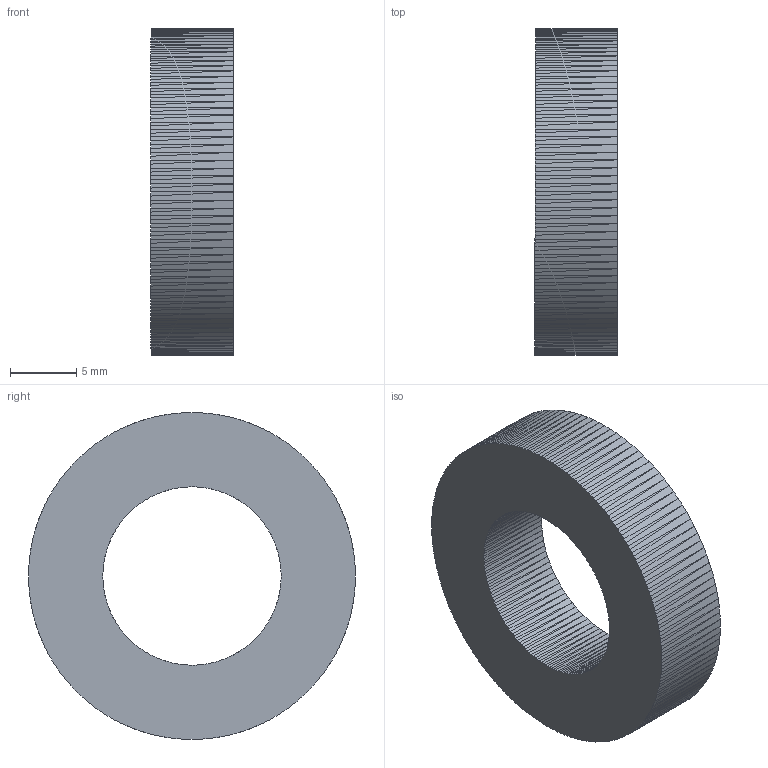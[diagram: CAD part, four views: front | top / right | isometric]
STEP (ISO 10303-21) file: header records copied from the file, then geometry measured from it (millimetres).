
FILE_DESCRIPTION(/* description */ (''),/* implementation_level */ '2;1');
FILE_NAME(/* name */ 'O.step',/* time_stamp */ '2026-02-19T15:34:23+01:00',/* author */ (''),/* organization */ (''),/* preprocessor_version */ 'ST-DEVELOPER v20.1',/* originating_system */ 'Autodesk Translation Framework v14.24.0.0',/* authorisation */ '');
FILE_SCHEMA (('AUTOMOTIVE_DESIGN { 1 0 10303 214 3 1 1 }'));
Length unit declared in the file: millimetre
Products named in the file (1): BMO Assistant
Bounding box: 6.25 x 24.64 x 24.64 mm (x, y, z)
Volume: 2076.2 mm3; surface area: 1411.3 mm2
Topology: 1 solids, 1 shells, 670 faces, 1338 edges, 669 vertices
Faces by surface type: plane 670
Entity records: 16103 total; most frequent: DIRECTION 2680, CARTESIAN_POINT 2678, ORIENTED_EDGE 2676, LINE 1338, VECTOR 1338, EDGE_CURVE 1338, EDGE_LOOP 671, AXIS2_PLACEMENT_3D 671
